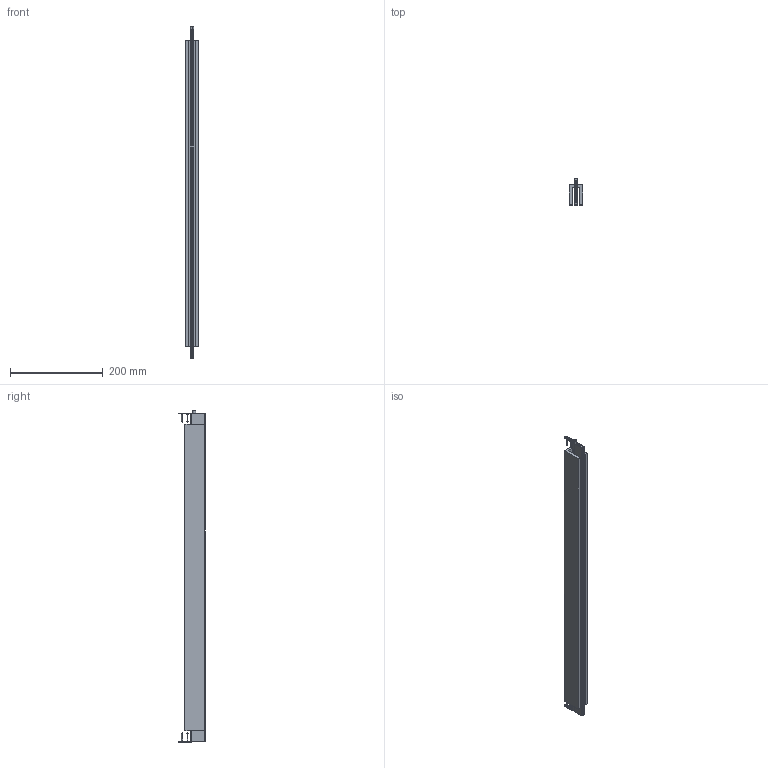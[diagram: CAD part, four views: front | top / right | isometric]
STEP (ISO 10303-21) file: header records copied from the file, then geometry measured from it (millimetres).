
FILE_DESCRIPTION (( 'STEP AP203' ), '1' );
FILE_NAME ('MinE-FS710.STEP', '2025-03-03T13:42:12', ( '' ), ( '' ), 'SwSTEP 2.0', 'SolidWorks 2023', '' );
FILE_SCHEMA (( 'CONFIG_CONTROL_DESIGN' ));
Length unit declared in the file: millimetre
Products named in the file (7): Schraube 3x20_01; Betätigungsteil_MinE; Aussengehäuse_MinE_710; Haltewinkel_Haltewinkel TW; Innengeometrie_US_710; Luftkanal_MinE; MinE-FS710
Assembly tree (10 placements, depth 2):
  MinE-FS710
    Aussengehäuse_MinE_710
    Betätigungsteil_MinE
    Innengeometrie_US_710
    Haltewinkel_Haltewinkel TW  x2
    Schraube 3x20_01  x4
    Luftkanal_MinE
Bounding box: 30 x 57.14 x 717 mm (x, y, z)
Volume: 559501.3 mm3; surface area: 352114.7 mm2
Topology: 58 solids, 58 shells, 2393 faces, 6715 edges, 4464 vertices
Faces by surface type: bspline 1143, plane 1134, cylinder 90, cone 24, torus 2
Entity records: 114355 total; most frequent: CARTESIAN_POINT 66258, ORIENTED_EDGE 11736, DIRECTION 6012, EDGE_CURVE 5868, VERTEX_POINT 3909, VECTOR 3702, LINE 3702, EDGE_LOOP 2369
